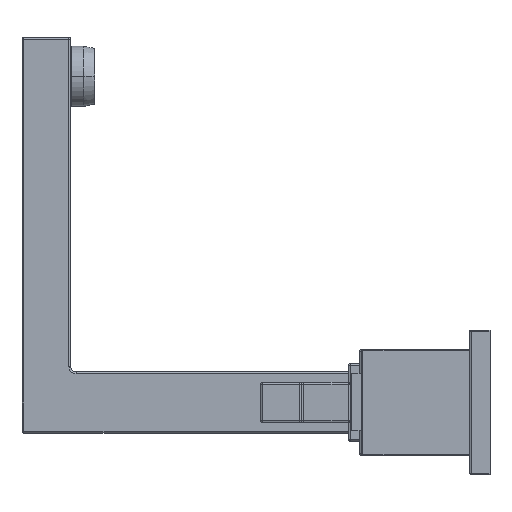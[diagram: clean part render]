
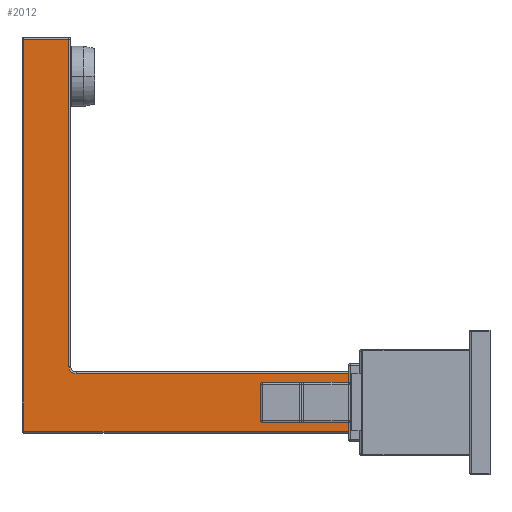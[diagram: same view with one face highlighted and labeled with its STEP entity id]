
A CAD part, left-side view. The second image highlights one B-rep face of the part: STEP entity #2012.
In plain terms, the highlighted planar face has unit normal (-1, 0, 0).
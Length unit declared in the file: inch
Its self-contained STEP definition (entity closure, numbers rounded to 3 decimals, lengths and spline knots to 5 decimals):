
#41=DIRECTION('',(0.,0.,-1.));
#42=VECTOR('',#41,0.878);
#43=CARTESIAN_POINT('',(-0.5625,2.175,0.439));
#44=LINE('',#43,#42);
#602=CARTESIAN_POINT('',(-0.5625,6.346,0.548));
#603=DIRECTION('',(-1.,0.,0.));
#604=DIRECTION('',(0.,1.,0.));
#605=AXIS2_PLACEMENT_3D('',#602,#603,#604);
#611=DIRECTION('',(0.,-1.,0.));
#612=VECTOR('',#611,4.97);
#613=CARTESIAN_POINT('',(-0.5625,7.145,-0.439));
#614=LINE('',#613,#612);
#634=DIRECTION('',(0.,0.,-1.));
#635=VECTOR('',#634,6.009);
#636=CARTESIAN_POINT('',(-0.5625,7.145,5.57));
#637=LINE('',#636,#635);
#661=DIRECTION('',(0.,1.,0.));
#662=VECTOR('',#661,0.69);
#663=CARTESIAN_POINT('',(-0.5625,6.455,5.57));
#664=LINE('',#663,#662);
#688=DIRECTION('',(0.,0.,1.));
#689=VECTOR('',#688,5.022);
#690=CARTESIAN_POINT('',(-0.5625,6.455,
0.548));
#691=LINE('',#690,#689);
#746=DIRECTION('',(0.,1.,0.));
#747=VECTOR('',#746,4.171);
#748=CARTESIAN_POINT('',(-0.5625,2.175,0.439));
#749=LINE('',#748,#747);
#1039=CARTESIAN_POINT('',(-0.5625,7.145,5.57));
#1040=CARTESIAN_POINT('',(-0.5625,7.145,-0.439));
#1041=VERTEX_POINT('',#1039);
#1042=VERTEX_POINT('',#1040);
#1043=CARTESIAN_POINT('',(-0.5625,6.455,5.57));
#1044=VERTEX_POINT('',#1043);
#1045=CARTESIAN_POINT('',(-0.5625,6.455,
0.548));
#1046=VERTEX_POINT('',#1045);
#1047=CARTESIAN_POINT('',(-0.5625,6.34599,0.439));
#1048=VERTEX_POINT('',#1047);
#1091=CARTESIAN_POINT('',(-0.5625,2.175,0.439));
#1092=CARTESIAN_POINT('',(-0.5625,2.175,-0.439));
#1093=VERTEX_POINT('',#1091);
#1094=VERTEX_POINT('',#1092);
#1992=CARTESIAN_POINT('',(-0.5625,2.175,0.));
#1993=DIRECTION('',(1.,0.,0.));
#1994=DIRECTION('',(0.,0.,-1.));
#1995=AXIS2_PLACEMENT_3D('',#1992,#1993,#1994);
#1996=PLANE('',#1995);
#1997=ORIENTED_EDGE('',*,*,#1219,.T.);
#1999=ORIENTED_EDGE('',*,*,#1998,.F.);
#2001=ORIENTED_EDGE('',*,*,#2000,.F.);
#2003=ORIENTED_EDGE('',*,*,#2002,.F.);
#2005=ORIENTED_EDGE('',*,*,#2004,.F.);
#2007=ORIENTED_EDGE('',*,*,#2006,.T.);
#2009=ORIENTED_EDGE('',*,*,#2008,.F.);
#2010=EDGE_LOOP('',(#1997,#1999,#2001,#2003,#2005,#2007,#2009));
#2011=FACE_OUTER_BOUND('',#2010,.F.);
#2012=ADVANCED_FACE('',(#2011),#1996,.F.);
#606=CIRCLE('',#605,0.109);
#1219=EDGE_CURVE('',#1093,#1094,#44,.T.);
#1998=EDGE_CURVE('',#1042,#1094,#614,.T.);
#2000=EDGE_CURVE('',#1041,#1042,#637,.T.);
#2002=EDGE_CURVE('',#1044,#1041,#664,.T.);
#2004=EDGE_CURVE('',#1046,#1044,#691,.T.);
#2006=EDGE_CURVE('',#1046,#1048,#606,.T.);
#2008=EDGE_CURVE('',#1093,#1048,#749,.T.);
